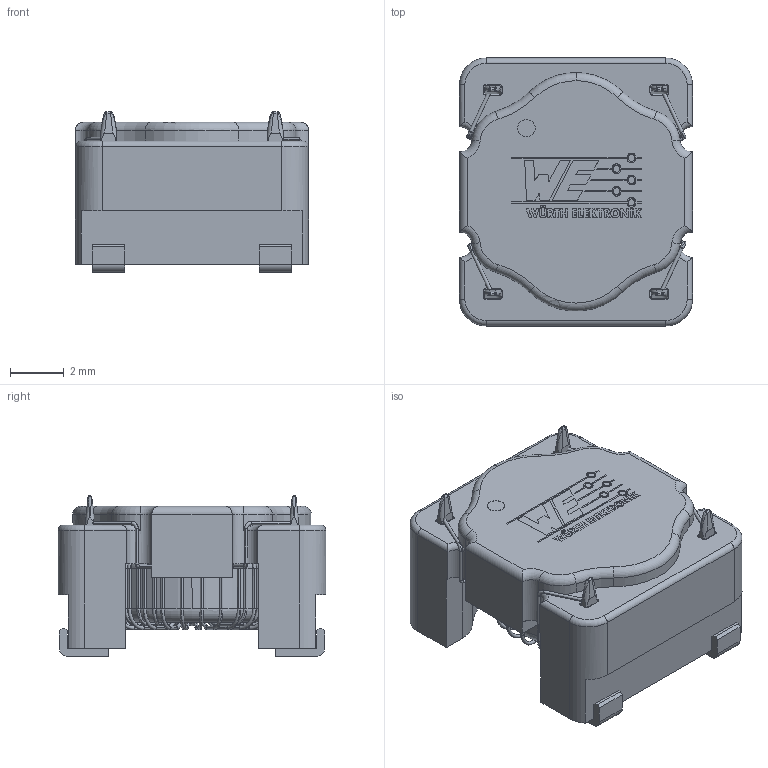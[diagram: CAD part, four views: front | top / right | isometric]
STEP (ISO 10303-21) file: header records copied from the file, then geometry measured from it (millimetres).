
FILE_DESCRIPTION (( 'STEP AP214' ), '1' );
FILE_NAME ('744272332.STEP', '2022-10-29T18:25:07', ( '' ), ( '' ), 'SwSTEP 2.0', 'SolidWorks 2022', '' );
FILE_SCHEMA (( 'AUTOMOTIVE_DESIGN' ));
Length unit declared in the file: millimetre
Products named in the file (5): Contact_1; Wurth Logo; Base_1_1; Base_1_2; 744272332
Assembly tree (7 placements, depth 2):
  744272332
    Base_1_1
    Base_1_2
    Contact_1  x4
    Wurth Logo
Bounding box: 8.7 x 10 x 6 mm (x, y, z)
Volume: 289 mm3; surface area: 780 mm2
Topology: 7 solids, 32 shells, 1550 faces, 4215 edges, 2723 vertices
Faces by surface type: cylinder 550, bspline 396, plane 363, torus 241
Entity records: 91626 total; most frequent: CARTESIAN_POINT 39819, ORIENTED_EDGE 7830, DIRECTION 7523, EDGE_CURVE 3915, AXIS2_PLACEMENT_3D 3119, VERTEX_POINT 2545, CIRCLE 2044, UNCERTAINTY_MEASURE_WITH_UNIT 1464
